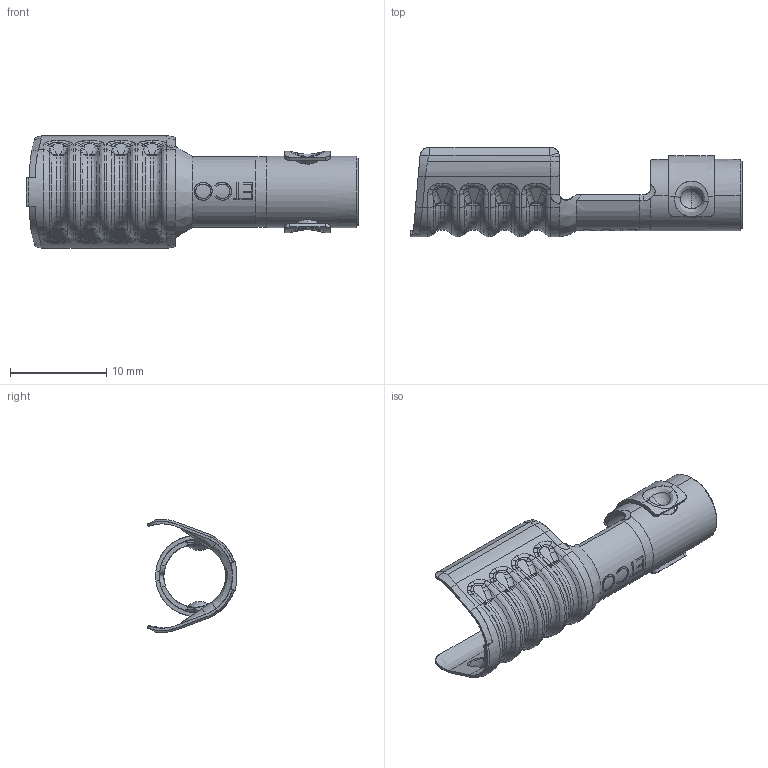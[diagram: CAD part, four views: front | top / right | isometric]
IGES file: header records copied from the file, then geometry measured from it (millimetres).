
Start section: SolidWorks IGES file using analytic representation for surfaces
Global section: file name: SP98.IGS; native system: SolidWorks 2019; preprocessor: SolidWorks 2019; author: sjohnson; date: 191106.075222; units: inch
Bounding box: 34.54 x 9.33 x 11.76 mm (x, y, z)
Surface area: 1578.5 mm2 (no closed solid volume)
Topology: 0 solids, 0 shells, 504 faces, 4180 edges, 4171 vertices
Faces by surface type: bspline 340, revolution 164
